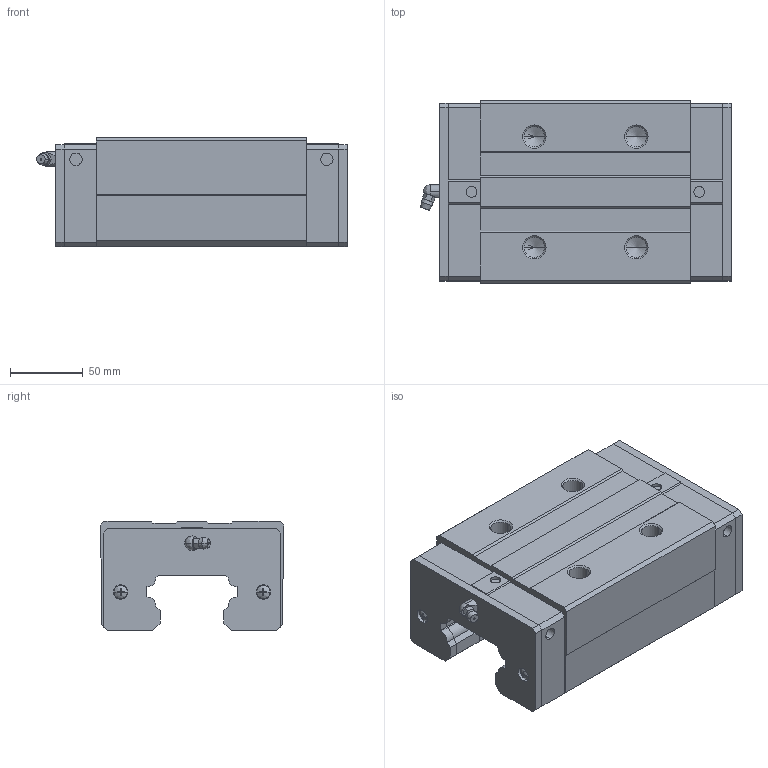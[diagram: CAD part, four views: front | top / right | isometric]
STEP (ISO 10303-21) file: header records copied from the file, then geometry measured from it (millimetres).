
FILE_DESCRIPTION (( 'STEP AP214' ), '1' );
FILE_NAME ('HGH65.STEP', '2025-10-21T06:57:14', ( '' ), ( '' ), 'SwSTEP 2.0', 'SolidWorks 2024', '' );
FILE_SCHEMA (( 'AUTOMOTIVE_DESIGN' ));
Length unit declared in the file: millimetre
Products named in the file (1): HGH65
Bounding box: 213.1 x 126 x 75 mm (x, y, z)
Volume: 1412390.3 mm3; surface area: 172669.8 mm2
Topology: 10 solids, 10 shells, 660 faces, 1755 edges, 1150 vertices
Faces by surface type: plane 405, bspline 119, cylinder 72, cone 64
Entity records: 26318 total; most frequent: CARTESIAN_POINT 10641, ORIENTED_EDGE 3490, DIRECTION 2735, EDGE_CURVE 1745, VECTOR 1169, LINE 1169, VERTEX_POINT 1150, AXIS2_PLACEMENT_3D 783
